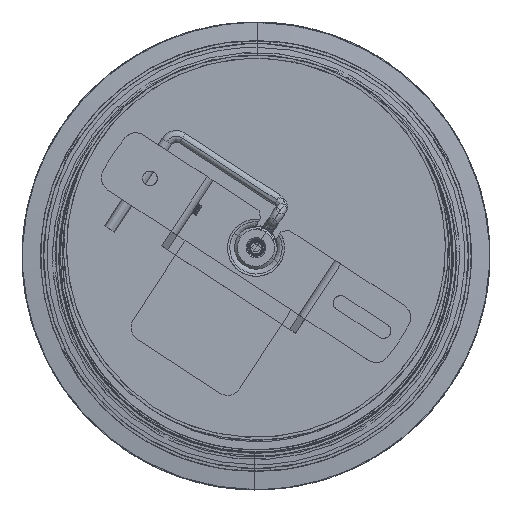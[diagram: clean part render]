
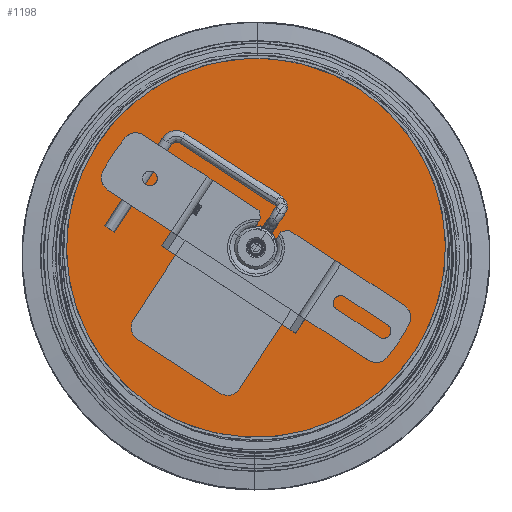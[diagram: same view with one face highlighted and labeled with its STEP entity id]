
A CAD part, top view. The second image highlights one B-rep face of the part: STEP entity #1198.
In plain terms, the highlighted face is planar.
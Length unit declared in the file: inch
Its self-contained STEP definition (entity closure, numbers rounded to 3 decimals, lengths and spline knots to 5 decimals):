
#483=FACE_BOUND('',#3291,.T.);
#1198=ADVANCED_FACE('',(#2234,#483),#16609,.T.);
#2234=FACE_OUTER_BOUND('',#3290,.T.);
#3290=EDGE_LOOP('',(#7259,#7260));
#3291=EDGE_LOOP('',(#7261,#7262));
#7259=ORIENTED_EDGE('',*,*,#10824,.T.);
#7260=ORIENTED_EDGE('',*,*,#10821,.T.);
#7261=ORIENTED_EDGE('',*,*,#10827,.T.);
#7262=ORIENTED_EDGE('',*,*,#10830,.T.);
#10821=EDGE_CURVE('',#15535,#15534,#14002,.T.);
#10824=EDGE_CURVE('',#15534,#15535,#14004,.T.);
#10827=EDGE_CURVE('',#15537,#15536,#14006,.T.);
#10830=EDGE_CURVE('',#15536,#15537,#14008,.T.);
#14002=(
BOUNDED_CURVE()
B_SPLINE_CURVE(2,(#41177,#41178,#41179,#41180,#41181),.UNSPECIFIED.,.F.,
 .F.)
B_SPLINE_CURVE_WITH_KNOTS((3,2,3),(-8.22504,-4.11252,
0.),.UNSPECIFIED.)
CURVE()
GEOMETRIC_REPRESENTATION_ITEM()
RATIONAL_B_SPLINE_CURVE((1.,0.707,1.,0.707,1.))
REPRESENTATION_ITEM('')
);
#14004=(
BOUNDED_CURVE()
B_SPLINE_CURVE(2,(#41189,#41190,#41191,#41192,#41193),.UNSPECIFIED.,.F.,
 .F.)
B_SPLINE_CURVE_WITH_KNOTS((3,2,3),(-8.22504,-4.11252,
0.),.UNSPECIFIED.)
CURVE()
GEOMETRIC_REPRESENTATION_ITEM()
RATIONAL_B_SPLINE_CURVE((1.,0.707,1.,0.707,1.))
REPRESENTATION_ITEM('')
);
#14006=(
BOUNDED_CURVE()
B_SPLINE_CURVE(2,(#41201,#41202,#41203,#41204,#41205),.UNSPECIFIED.,.F.,
 .F.)
B_SPLINE_CURVE_WITH_KNOTS((3,2,3),(-0.64934,-0.32467,
0.),.UNSPECIFIED.)
CURVE()
GEOMETRIC_REPRESENTATION_ITEM()
RATIONAL_B_SPLINE_CURVE((1.,0.707,1.,0.707,1.))
REPRESENTATION_ITEM('')
);
#14008=(
BOUNDED_CURVE()
B_SPLINE_CURVE(2,(#41213,#41214,#41215,#41216,#41217),.UNSPECIFIED.,.F.,
 .F.)
B_SPLINE_CURVE_WITH_KNOTS((3,2,3),(-0.64934,-0.32467,
0.),.UNSPECIFIED.)
CURVE()
GEOMETRIC_REPRESENTATION_ITEM()
RATIONAL_B_SPLINE_CURVE((1.,0.707,1.,0.707,1.))
REPRESENTATION_ITEM('')
);
#15534=VERTEX_POINT('',#41131);
#15535=VERTEX_POINT('',#41132);
#15536=VERTEX_POINT('',#41133);
#15537=VERTEX_POINT('',#41134);
#16609=PLANE('',#18147);
#18147=AXIS2_PLACEMENT_3D('',#41084,#18817,$);
#18817=DIRECTION('',(0.,1.,0.));
#41084=CARTESIAN_POINT('',(-3.14185,0.03937,3.14185));
#41131=CARTESIAN_POINT('',(0.,0.03937,2.61811));
#41132=CARTESIAN_POINT('',(0.,0.03937,-2.61811));
#41133=CARTESIAN_POINT('',(0.,0.03937,-0.20669));
#41134=CARTESIAN_POINT('',(0.,0.03937,0.20669));
#41177=CARTESIAN_POINT('',(0.,0.03937,-2.61811));
#41178=CARTESIAN_POINT('',(-2.61811,0.03937,-2.61811));
#41179=CARTESIAN_POINT('',(-2.61811,0.03937,0.));
#41180=CARTESIAN_POINT('',(-2.61811,0.03937,2.61811));
#41181=CARTESIAN_POINT('',(0.,0.03937,2.61811));
#41189=CARTESIAN_POINT('',(0.,0.03937,2.61811));
#41190=CARTESIAN_POINT('',(2.61811,0.03937,2.61811));
#41191=CARTESIAN_POINT('',(2.61811,0.03937,0.));
#41192=CARTESIAN_POINT('',(2.61811,0.03937,-2.61811));
#41193=CARTESIAN_POINT('',(0.,0.03937,-2.61811));
#41201=CARTESIAN_POINT('',(0.,0.03937,0.20669));
#41202=CARTESIAN_POINT('',(-0.20669,0.03937,0.20669));
#41203=CARTESIAN_POINT('',(-0.20669,0.03937,0.));
#41204=CARTESIAN_POINT('',(-0.20669,0.03937,-0.20669));
#41205=CARTESIAN_POINT('',(0.,0.03937,-0.20669));
#41213=CARTESIAN_POINT('',(0.,0.03937,-0.20669));
#41214=CARTESIAN_POINT('',(0.20669,0.03937,-0.20669));
#41215=CARTESIAN_POINT('',(0.20669,0.03937,0.));
#41216=CARTESIAN_POINT('',(0.20669,0.03937,0.20669));
#41217=CARTESIAN_POINT('',(0.,0.03937,0.20669));
